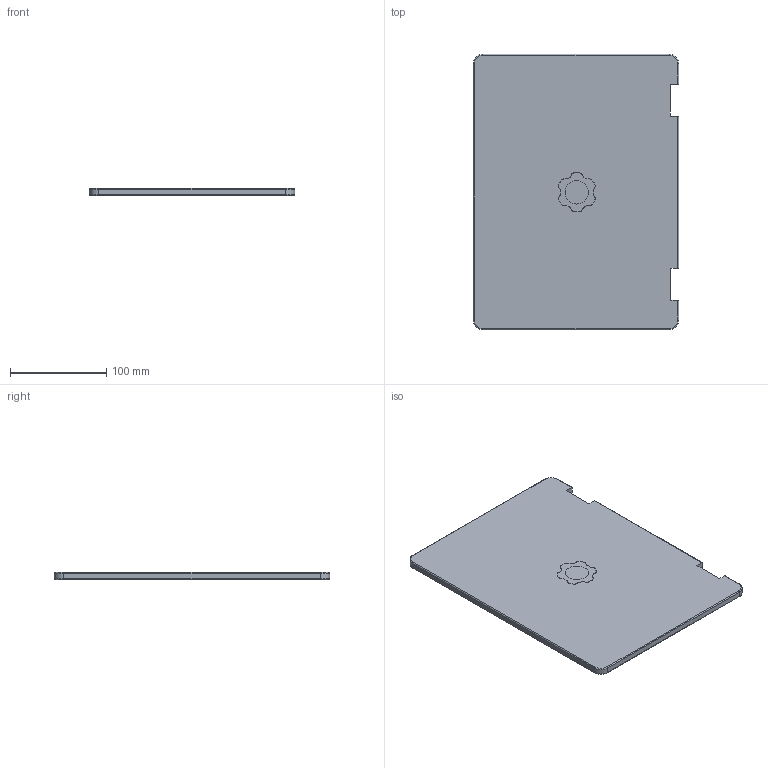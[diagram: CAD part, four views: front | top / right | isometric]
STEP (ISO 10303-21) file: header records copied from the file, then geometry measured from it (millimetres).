
FILE_DESCRIPTION(/* description */ (''),/* implementation_level */ '2;1');
FILE_NAME(/* name */ 'Framework TOP.step',/* time_stamp */ '2025-12-08T08:05:05Z',/* author */ (''),/* organization */ (''),/* preprocessor_version */ 'ST-DEVELOPER v20.1',/* originating_system */ 'Autodesk Translation Framework v14.21.0.0',/* authorisation */ '');
FILE_SCHEMA (('AUTOMOTIVE_DESIGN { 1 0 10303 214 3 1 1 }'));
Length unit declared in the file: millimetre
Products named in the file (1): 2025-12-04-00-07-20-904
Bounding box: 213.88 x 287 x 7.48 mm (x, y, z)
Volume: 453578.7 mm3; surface area: 251664 mm2
Topology: 4 solids, 4 shells, 272 faces, 759 edges, 498 vertices
Faces by surface type: plane 145, cylinder 119, torus 8
Full cylindrical faces by diameter (mm): 0.481 x1, 24.413 x2
Entity records: 8818 total; most frequent: DIRECTION 1547, CARTESIAN_POINT 1530, ORIENTED_EDGE 1518, EDGE_CURVE 759, LINE 517, VECTOR 517, AXIS2_PLACEMENT_3D 515, VERTEX_POINT 498
